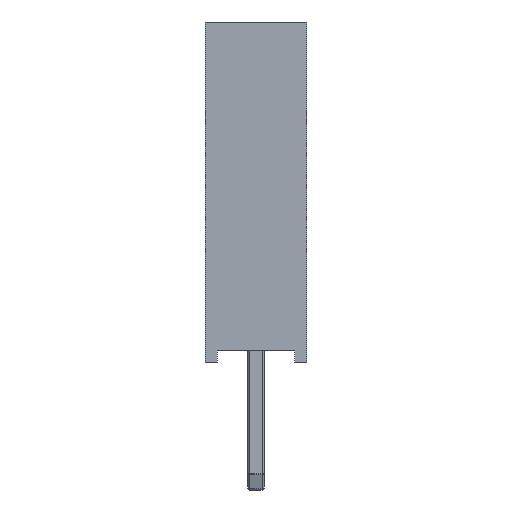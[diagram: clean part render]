
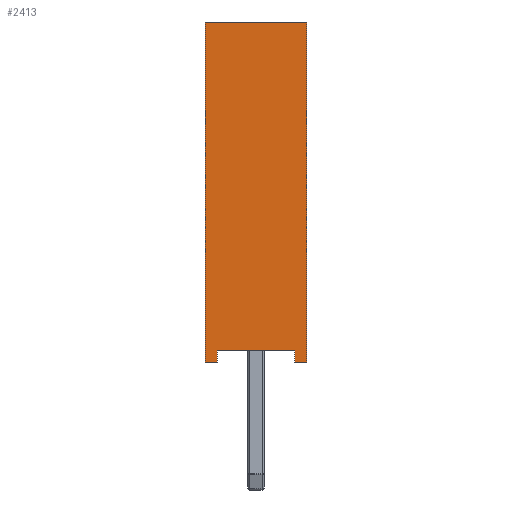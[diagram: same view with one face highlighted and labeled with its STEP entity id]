
A CAD part, left-side view. The second image highlights one B-rep face of the part: STEP entity #2413.
In plain terms, the highlighted planar face has unit normal (-1, 0, 0).
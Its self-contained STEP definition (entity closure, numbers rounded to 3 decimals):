
#317=FACE_OUTER_BOUND('',#468,.T.);
#468=EDGE_LOOP('',(#1569,#1570,#1571,#1572,#1573,#1574,#1575,#1576));
#634=LINE('',#3759,#820);
#636=LINE('',#3765,#822);
#639=LINE('',#3770,#825);
#644=LINE('',#3784,#830);
#645=LINE('',#3787,#831);
#648=LINE('',#3793,#834);
#649=LINE('',#3795,#835);
#650=LINE('',#3796,#836);
#820=VECTOR('',#2945,10.);
#822=VECTOR('',#2949,10.);
#825=VECTOR('',#2954,10.);
#830=VECTOR('',#2969,10.);
#831=VECTOR('',#2972,10.);
#834=VECTOR('',#2977,10.);
#835=VECTOR('',#2978,10.);
#836=VECTOR('',#2979,10.);
#1004=VERTEX_POINT('',#3753);
#1006=VERTEX_POINT('',#3757);
#1007=VERTEX_POINT('',#3761);
#1009=VERTEX_POINT('',#3764);
#1014=VERTEX_POINT('',#3782);
#1015=VERTEX_POINT('',#3786);
#1017=VERTEX_POINT('',#3792);
#1018=VERTEX_POINT('',#3794);
#1202=EDGE_CURVE('',#1004,#1006,#634,.T.);
#1204=EDGE_CURVE('',#1009,#1007,#636,.T.);
#1207=EDGE_CURVE('',#1006,#1009,#639,.T.);
#1216=EDGE_CURVE('',#1007,#1014,#644,.T.);
#1217=EDGE_CURVE('',#1015,#1004,#645,.T.);
#1220=EDGE_CURVE('',#1014,#1017,#648,.T.);
#1221=EDGE_CURVE('',#1018,#1017,#649,.T.);
#1222=EDGE_CURVE('',#1015,#1018,#650,.T.);
#1569=ORIENTED_EDGE('',*,*,#1202,.T.);
#1570=ORIENTED_EDGE('',*,*,#1207,.T.);
#1571=ORIENTED_EDGE('',*,*,#1204,.T.);
#1572=ORIENTED_EDGE('',*,*,#1216,.T.);
#1573=ORIENTED_EDGE('',*,*,#1220,.T.);
#1574=ORIENTED_EDGE('',*,*,#1221,.F.);
#1575=ORIENTED_EDGE('',*,*,#1222,.F.);
#1576=ORIENTED_EDGE('',*,*,#1217,.T.);
#2217=PLANE('',#2621);
#2413=ADVANCED_FACE('',(#317),#2217,.T.);
#2621=AXIS2_PLACEMENT_3D('',#3791,#2975,#2976);
#2945=DIRECTION('',(0.,0.,1.));
#2949=DIRECTION('',(0.,0.,-1.));
#2954=DIRECTION('',(0.,-1.,0.));
#2969=DIRECTION('',(0.,-1.,0.));
#2972=DIRECTION('',(0.,-1.,0.));
#2975=DIRECTION('center_axis',(-1.,0.,0.));
#2976=DIRECTION('ref_axis',(0.,-1.,0.));
#2977=DIRECTION('',(0.,0.,1.));
#2978=DIRECTION('',(0.,-1.,0.));
#2979=DIRECTION('',(0.,0.,1.));
#3753=CARTESIAN_POINT('',(-1.27,0.97,0.));
#3757=CARTESIAN_POINT('',(-1.27,0.97,0.3));
#3759=CARTESIAN_POINT('',(-1.27,0.97,0.));
#3761=CARTESIAN_POINT('',(-1.27,-0.97,0.));
#3764=CARTESIAN_POINT('',(-1.27,-0.97,0.3));
#3765=CARTESIAN_POINT('',(-1.27,-0.97,0.));
#3770=CARTESIAN_POINT('',(-1.27,0.635,0.3));
#3782=CARTESIAN_POINT('',(-1.27,-1.27,0.));
#3784=CARTESIAN_POINT('',(-1.27,1.27,0.));
#3786=CARTESIAN_POINT('',(-1.27,1.27,0.));
#3787=CARTESIAN_POINT('',(-1.27,1.27,0.));
#3791=CARTESIAN_POINT('Origin',(-1.27,1.27,0.));
#3792=CARTESIAN_POINT('',(-1.27,-1.27,8.5));
#3793=CARTESIAN_POINT('',(-1.27,-1.27,0.));
#3794=CARTESIAN_POINT('',(-1.27,1.27,8.5));
#3795=CARTESIAN_POINT('',(-1.27,1.27,8.5));
#3796=CARTESIAN_POINT('',(-1.27,1.27,0.));
